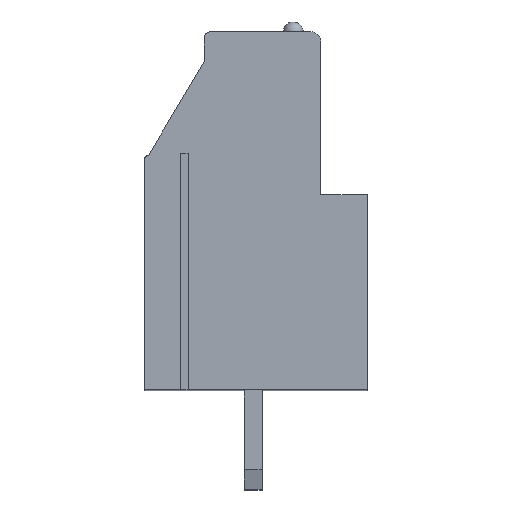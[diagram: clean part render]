
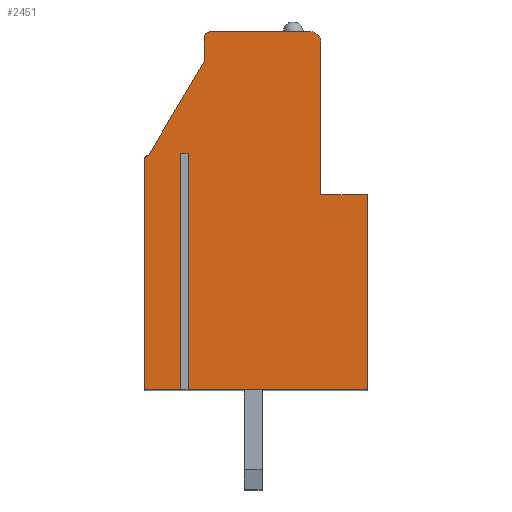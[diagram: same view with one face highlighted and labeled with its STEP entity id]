
A CAD part, top view. The second image highlights one B-rep face of the part: STEP entity #2451.
In plain terms, the highlighted planar face has unit normal (0, 0, 1).
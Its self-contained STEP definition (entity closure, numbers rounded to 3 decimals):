
#30=DIRECTION('',(-1.,0.,0.));
#31=VECTOR('',#30,0.38);
#32=CARTESIAN_POINT('',(-3.27,4.204,17.78));
#33=LINE('',#32,#31);
#34=DIRECTION('',(0.,1.,0.));
#35=VECTOR('',#34,11.9);
#36=CARTESIAN_POINT('',(-3.65,-7.696,17.78));
#37=LINE('',#36,#35);
#38=DIRECTION('',(1.,0.,0.));
#39=VECTOR('',#38,1.81);
#40=CARTESIAN_POINT('',(-5.46,-7.696,17.78));
#41=LINE('',#40,#39);
#42=DIRECTION('',(0.,-1.,0.));
#43=VECTOR('',#42,11.6);
#44=CARTESIAN_POINT('',(-5.46,3.904,17.78));
#45=LINE('',#44,#43);
#46=CARTESIAN_POINT('',(-5.26,3.904,17.78));
#47=DIRECTION('',(0.,0.,1.));
#48=DIRECTION('',(0.,1.,0.));
#49=AXIS2_PLACEMENT_3D('',#46,#47,#48);
#51=DIRECTION('',(-0.512,-0.859,0.));
#52=VECTOR('',#51,5.471);
#53=CARTESIAN_POINT('',(-2.46,8.804,17.78));
#54=LINE('',#53,#52);
#55=DIRECTION('',(0.,-1.,0.));
#56=VECTOR('',#55,1.2);
#57=CARTESIAN_POINT('',(-2.46,10.004,17.78));
#58=LINE('',#57,#56);
#59=CARTESIAN_POINT('',(-2.16,10.004,17.78));
#60=DIRECTION('',(0.,0.,1.));
#61=DIRECTION('',(0.,1.,0.));
#62=AXIS2_PLACEMENT_3D('',#59,#60,#61);
#64=DIRECTION('',(-1.,0.,0.));
#65=VECTOR('',#64,5.05);
#66=CARTESIAN_POINT('',(2.89,10.304,17.78));
#67=LINE('',#66,#65);
#68=CARTESIAN_POINT('',(2.89,9.804,17.78));
#69=DIRECTION('',(0.,0.,1.));
#70=DIRECTION('',(1.,0.,0.));
#71=AXIS2_PLACEMENT_3D('',#68,#69,#70);
#73=DIRECTION('',(0.,1.,0.));
#74=VECTOR('',#73,7.7);
#75=CARTESIAN_POINT('',(3.39,2.104,17.78));
#76=LINE('',#75,#74);
#77=DIRECTION('',(-1.,0.,0.));
#78=VECTOR('',#77,2.35);
#79=CARTESIAN_POINT('',(5.74,2.104,17.78));
#80=LINE('',#79,#78);
#81=DIRECTION('',(0.,1.,0.));
#82=VECTOR('',#81,9.8);
#83=CARTESIAN_POINT('',(5.74,-7.696,17.78));
#84=LINE('',#83,#82);
#85=DIRECTION('',(1.,0.,0.));
#86=VECTOR('',#85,9.01);
#87=CARTESIAN_POINT('',(-3.27,-7.696,17.78));
#88=LINE('',#87,#86);
#89=DIRECTION('',(0.,1.,0.));
#90=VECTOR('',#89,11.9);
#91=CARTESIAN_POINT('',(-3.27,-7.696,17.78));
#92=LINE('',#91,#90);
#1868=CARTESIAN_POINT('',(5.74,-7.696,17.78));
#1869=CARTESIAN_POINT('',(5.74,2.104,17.78));
#1870=VERTEX_POINT('',#1868);
#1871=VERTEX_POINT('',#1869);
#1872=CARTESIAN_POINT('',(3.39,2.104,17.78));
#1873=VERTEX_POINT('',#1872);
#1874=CARTESIAN_POINT('',(3.39,9.804,17.78));
#1875=VERTEX_POINT('',#1874);
#1876=CARTESIAN_POINT('',(2.89,10.304,17.78));
#1877=VERTEX_POINT('',#1876);
#1878=CARTESIAN_POINT('',(-2.16,10.304,17.78));
#1879=VERTEX_POINT('',#1878);
#1880=CARTESIAN_POINT('',(-2.46,10.004,17.78));
#1881=VERTEX_POINT('',#1880);
#1882=CARTESIAN_POINT('',(-2.46,8.804,17.78));
#1883=VERTEX_POINT('',#1882);
#1884=CARTESIAN_POINT('',(-5.26,4.104,17.78));
#1885=VERTEX_POINT('',#1884);
#1886=CARTESIAN_POINT('',(-5.46,3.904,17.78));
#1887=VERTEX_POINT('',#1886);
#1888=CARTESIAN_POINT('',(-5.46,-7.696,17.78));
#1889=VERTEX_POINT('',#1888);
#1970=CARTESIAN_POINT('',(-3.27,4.204,17.78));
#1971=CARTESIAN_POINT('',(-3.65,4.204,17.78));
#1972=VERTEX_POINT('',#1970);
#1973=VERTEX_POINT('',#1971);
#1974=CARTESIAN_POINT('',(-3.27,-7.696,17.78));
#1975=VERTEX_POINT('',#1974);
#1976=CARTESIAN_POINT('',(-3.65,-7.696,17.78));
#1977=VERTEX_POINT('',#1976);
#2414=CARTESIAN_POINT('',(0.,0.,17.78));
#2415=DIRECTION('',(0.,0.,1.));
#2416=DIRECTION('',(1.,0.,0.));
#2417=AXIS2_PLACEMENT_3D('',#2414,#2415,#2416);
#2418=PLANE('',#2417);
#2420=ORIENTED_EDGE('',*,*,#2419,.T.);
#2422=ORIENTED_EDGE('',*,*,#2421,.F.);
#2424=ORIENTED_EDGE('',*,*,#2423,.F.);
#2426=ORIENTED_EDGE('',*,*,#2425,.F.);
#2428=ORIENTED_EDGE('',*,*,#2427,.F.);
#2430=ORIENTED_EDGE('',*,*,#2429,.F.);
#2432=ORIENTED_EDGE('',*,*,#2431,.F.);
#2434=ORIENTED_EDGE('',*,*,#2433,.F.);
#2436=ORIENTED_EDGE('',*,*,#2435,.F.);
#2438=ORIENTED_EDGE('',*,*,#2437,.F.);
#2440=ORIENTED_EDGE('',*,*,#2439,.F.);
#2442=ORIENTED_EDGE('',*,*,#2441,.F.);
#2444=ORIENTED_EDGE('',*,*,#2443,.F.);
#2446=ORIENTED_EDGE('',*,*,#2445,.F.);
#2448=ORIENTED_EDGE('',*,*,#2447,.T.);
#2449=EDGE_LOOP('',(#2420,#2422,#2424,#2426,#2428,#2430,#2432,#2434,#2436,#2438,
#2440,#2442,#2444,#2446,#2448));
#2450=FACE_OUTER_BOUND('',#2449,.F.);
#50=CIRCLE('',#49,0.2);
#63=CIRCLE('',#62,0.3);
#72=CIRCLE('',#71,0.5);
#2419=EDGE_CURVE('',#1972,#1973,#33,.T.);
#2421=EDGE_CURVE('',#1977,#1973,#37,.T.);
#2423=EDGE_CURVE('',#1889,#1977,#41,.T.);
#2425=EDGE_CURVE('',#1887,#1889,#45,.T.);
#2427=EDGE_CURVE('',#1885,#1887,#50,.T.);
#2429=EDGE_CURVE('',#1883,#1885,#54,.T.);
#2431=EDGE_CURVE('',#1881,#1883,#58,.T.);
#2433=EDGE_CURVE('',#1879,#1881,#63,.T.);
#2435=EDGE_CURVE('',#1877,#1879,#67,.T.);
#2437=EDGE_CURVE('',#1875,#1877,#72,.T.);
#2439=EDGE_CURVE('',#1873,#1875,#76,.T.);
#2441=EDGE_CURVE('',#1871,#1873,#80,.T.);
#2443=EDGE_CURVE('',#1870,#1871,#84,.T.);
#2445=EDGE_CURVE('',#1975,#1870,#88,.T.);
#2447=EDGE_CURVE('',#1975,#1972,#92,.T.);
#2451=ADVANCED_FACE('',(#2450),#2418,.T.);
